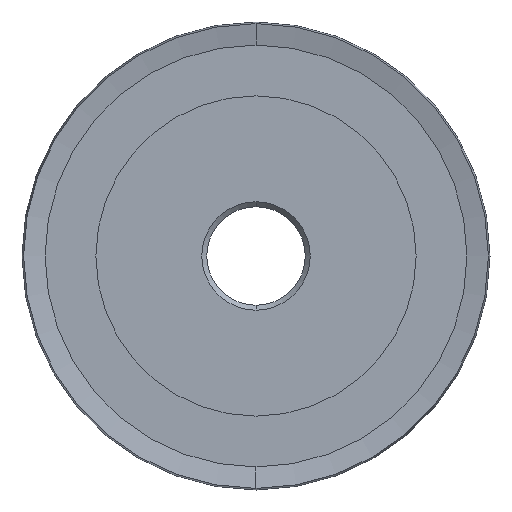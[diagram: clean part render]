
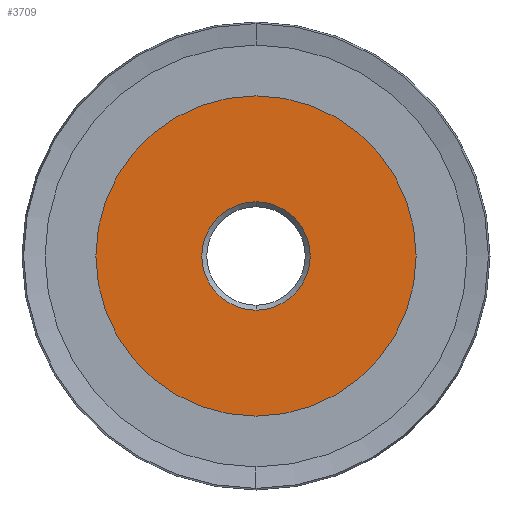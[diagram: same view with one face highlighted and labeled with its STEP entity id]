
A CAD part, left-side view. The second image highlights one B-rep face of the part: STEP entity #3709.
In plain terms, the highlighted planar face has unit normal (-1, 0, 0).
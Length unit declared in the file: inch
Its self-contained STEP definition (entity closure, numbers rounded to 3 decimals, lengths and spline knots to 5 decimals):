
#194 = DIRECTION ( 'NONE',  ( -1., 0., 0. ) ) ;
#205 = CARTESIAN_POINT ( 'NONE',  ( 0., 0., 0. ) ) ;
#230 = CARTESIAN_POINT ( 'NONE',  ( 0., 0., -0.275 ) ) ;
#296 = EDGE_LOOP ( 'NONE', ( #6451, #5702 ) ) ;
#353 = EDGE_LOOP ( 'NONE', ( #5524, #1364 ) ) ;
#386 = PLANE ( 'NONE',  #4912 ) ;
#748 = DIRECTION ( 'NONE',  ( 0., 0., 1. ) ) ;
#1111 = CARTESIAN_POINT ( 'NONE',  ( 0., 0., 0. ) ) ;
#1235 = FACE_OUTER_BOUND ( 'NONE', #296, .T. ) ;
#1364 = ORIENTED_EDGE ( 'NONE', *, *, #4481, .T. ) ;
#1663 = DIRECTION ( 'NONE',  ( 0., 0., 1. ) ) ;
#1981 = AXIS2_PLACEMENT_3D ( 'NONE', #1111, #4896, #1663 ) ;
#2079 = CARTESIAN_POINT ( 'NONE',  ( 0., 0., -0.8125 ) ) ;
#2298 = CARTESIAN_POINT ( 'NONE',  ( 0., 0., 0. ) ) ;
#2431 = VERTEX_POINT ( 'NONE', #230 ) ;
#2540 = CARTESIAN_POINT ( 'NONE',  ( 0., 0., 0. ) ) ;
#2760 = VERTEX_POINT ( 'NONE', #2079 ) ;
#2833 = DIRECTION ( 'NONE',  ( 0., 0., 1. ) ) ;
#3102 = EDGE_CURVE ( 'NONE', #3364, #2760, #6824, .T. ) ;
#3364 = VERTEX_POINT ( 'NONE', #5025 ) ;
#3389 = CARTESIAN_POINT ( 'NONE',  ( 0., 0., 0. ) ) ;
#3613 = DIRECTION ( 'NONE',  ( 0., 0., 1. ) ) ;
#3709 = ADVANCED_FACE ( 'NONE', ( #6913, #1235 ), #386, .T. ) ;
#3949 = DIRECTION ( 'NONE',  ( 0., 0., 1. ) ) ;
#3967 = DIRECTION ( 'NONE',  ( -1., 0., 0. ) ) ;
#4347 = EDGE_CURVE ( 'NONE', #4618, #2431, #6757, .T. ) ;
#4389 = EDGE_CURVE ( 'NONE', #2760, #3364, #6590, .T. ) ;
#4481 = EDGE_CURVE ( 'NONE', #2431, #4618, #4860, .T. ) ;
#4618 = VERTEX_POINT ( 'NONE', #4947 ) ;
#4663 = AXIS2_PLACEMENT_3D ( 'NONE', #2298, #6063, #2833 ) ;
#4860 = CIRCLE ( 'NONE', #1981, 0.275 ) ;
#4896 = DIRECTION ( 'NONE',  ( 1., 0., 0. ) ) ;
#4912 = AXIS2_PLACEMENT_3D ( 'NONE', #2540, #6803, #3613 ) ;
#4947 = CARTESIAN_POINT ( 'NONE',  ( 0., 0., 0.275 ) ) ;
#5025 = CARTESIAN_POINT ( 'NONE',  ( 0., 0., 0.8125 ) ) ;
#5371 = AXIS2_PLACEMENT_3D ( 'NONE', #3389, #194, #3949 ) ;
#5524 = ORIENTED_EDGE ( 'NONE', *, *, #4347, .T. ) ;
#5702 = ORIENTED_EDGE ( 'NONE', *, *, #3102, .T. ) ;
#6063 = DIRECTION ( 'NONE',  ( 1., 0., 0. ) ) ;
#6252 = AXIS2_PLACEMENT_3D ( 'NONE', #205, #3967, #748 ) ;
#6451 = ORIENTED_EDGE ( 'NONE', *, *, #4389, .T. ) ;
#6590 = CIRCLE ( 'NONE', #5371, 0.8125 ) ;
#6757 = CIRCLE ( 'NONE', #4663, 0.275 ) ;
#6803 = DIRECTION ( 'NONE',  ( -1., 0., 0. ) ) ;
#6824 = CIRCLE ( 'NONE', #6252, 0.8125 ) ;
#6913 = FACE_BOUND ( 'NONE', #353, .T. ) ;
